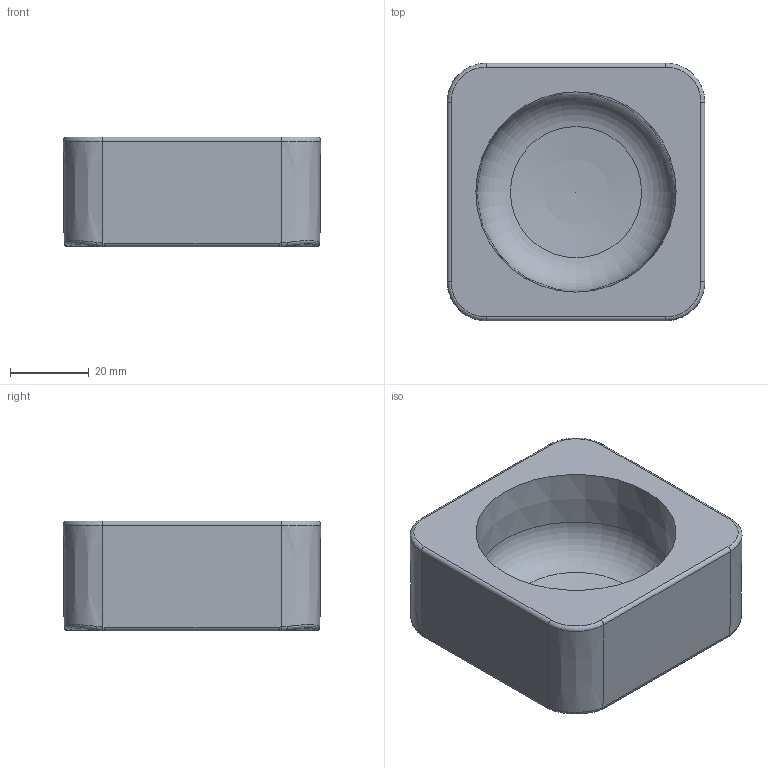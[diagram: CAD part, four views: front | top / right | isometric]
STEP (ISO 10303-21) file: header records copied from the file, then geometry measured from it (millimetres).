
FILE_DESCRIPTION(/* description */ ('Unknown'),/* implementation_level */ '2;1');
FILE_NAME(/* name */ '1992-0-0_PZA_20190115_TARRO_T-65_PRE-FORMA_(PMMA)',/* time_stamp */ '2019-01-16T09:12:17+01:00',/* author */ ('Unknown'),/* organization */ ('Unknown'),/* preprocessor_version */ 'ST-DEVELOPER v16.7',/* originating_system */ 'DEX',/* authorisation */ $);
FILE_SCHEMA (('AUTOMOTIVE_DESIGN {1 0 10303 214 3 1 1}'));
Length unit declared in the file: millimetre
Products named in the file (1): 1992-0-0_PZA_20190115_TARRO_T-65_PRE-FORMA_(PMMA)
Bounding box: 65.56 x 65.56 x 27.93 mm (x, y, z)
Volume: 70011.3 mm3; surface area: 18094.7 mm2
Topology: 1 solids, 1 shells, 64 faces, 156 edges, 94 vertices
Faces by surface type: bspline 36, plane 13, cylinder 8, cone 5, sphere 1, torus 1
Entity records: 2528 total; most frequent: CARTESIAN_POINT 1332, ORIENTED_EDGE 302, EDGE_CURVE 151, DIRECTION 148, VERTEX_POINT 92, B_SPLINE_CURVE_WITH_KNOTS 92, EDGE_LOOP 67, FACE_BOUND 67
